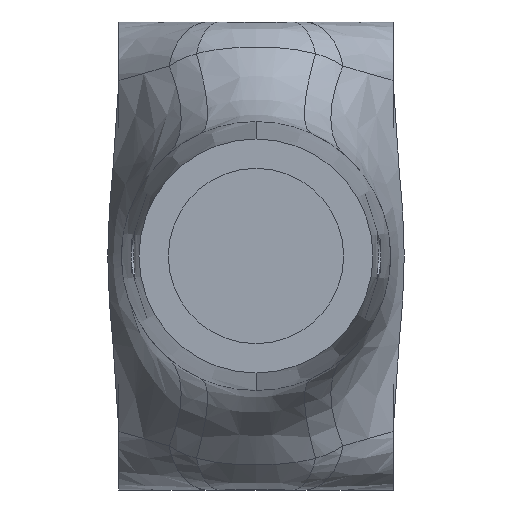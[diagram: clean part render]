
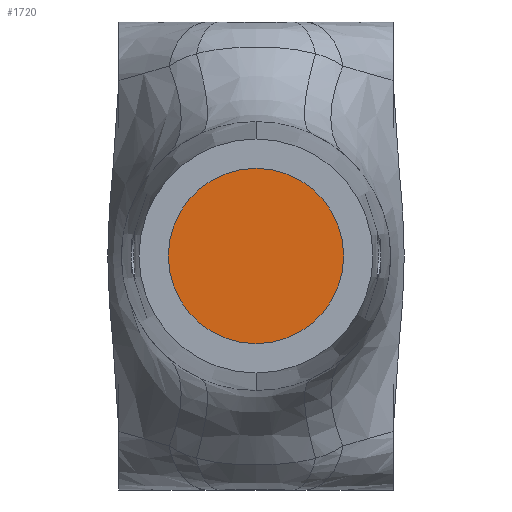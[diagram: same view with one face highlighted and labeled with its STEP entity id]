
A CAD part, left-side view. The second image highlights one B-rep face of the part: STEP entity #1720.
In plain terms, the highlighted planar face has unit normal (-1, 0, 0).
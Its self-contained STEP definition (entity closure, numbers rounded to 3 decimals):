
#455 = AXIS2_PLACEMENT_3D ( 'NONE', #2977, #669, #3714 ) ;
#669 = DIRECTION ( 'NONE',  ( -1., 0., 0. ) ) ;
#1448 = ORIENTED_EDGE ( 'NONE', *, *, #3664, .T. ) ;
#1505 = CIRCLE ( 'NONE', #455, 17.97 ) ;
#1601 = DIRECTION ( 'NONE',  ( -1., 0., 0. ) ) ;
#1673 = EDGE_CURVE ( 'NONE', #3591, #3779, #1900, .T. ) ;
#1681 = ORIENTED_EDGE ( 'NONE', *, *, #1673, .T. ) ;
#1693 = AXIS2_PLACEMENT_3D ( 'NONE', #4217, #2583, #2865 ) ;
#1720 = ADVANCED_FACE ( 'NONE', ( #2562 ), #2199, .T. ) ;
#1900 = CIRCLE ( 'NONE', #1693, 17.97 ) ;
#2199 = PLANE ( 'NONE',  #3485 ) ;
#2562 = FACE_OUTER_BOUND ( 'NONE', #3130, .T. ) ;
#2583 = DIRECTION ( 'NONE',  ( -1., 0., 0. ) ) ;
#2865 = DIRECTION ( 'NONE',  ( 0., 0., 1. ) ) ;
#2977 = CARTESIAN_POINT ( 'NONE',  ( -60., 0., 0. ) ) ;
#3053 = CARTESIAN_POINT ( 'NONE',  ( -60., 0., -17.97 ) ) ;
#3130 = EDGE_LOOP ( 'NONE', ( #1448, #1681 ) ) ;
#3340 = CARTESIAN_POINT ( 'NONE',  ( -60., 0., 17.97 ) ) ;
#3485 = AXIS2_PLACEMENT_3D ( 'NONE', #3594, #1601, #3511 ) ;
#3511 = DIRECTION ( 'NONE',  ( 0., 0., 1. ) ) ;
#3591 = VERTEX_POINT ( 'NONE', #3340 ) ;
#3594 = CARTESIAN_POINT ( 'NONE',  ( -60., 0., 0. ) ) ;
#3664 = EDGE_CURVE ( 'NONE', #3779, #3591, #1505, .T. ) ;
#3714 = DIRECTION ( 'NONE',  ( 0., 0., 1. ) ) ;
#3779 = VERTEX_POINT ( 'NONE', #3053 ) ;
#4217 = CARTESIAN_POINT ( 'NONE',  ( -60., 0., 0. ) ) ;
